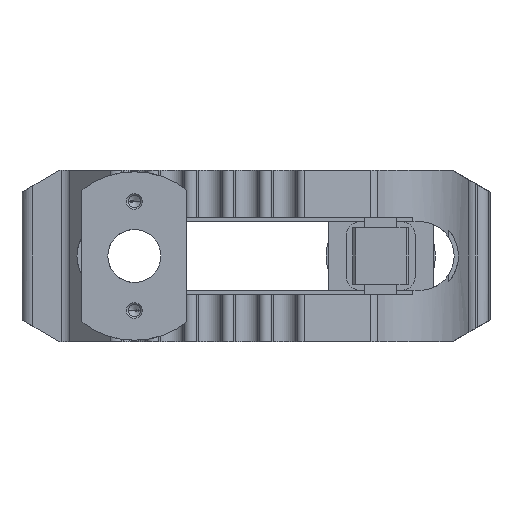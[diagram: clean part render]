
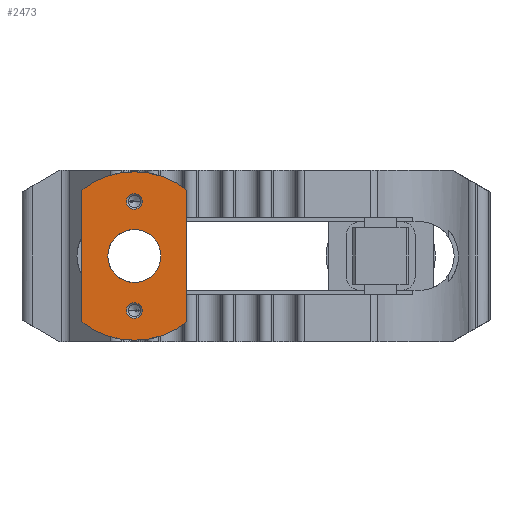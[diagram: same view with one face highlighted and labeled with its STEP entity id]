
A CAD part, front view. The second image highlights one B-rep face of the part: STEP entity #2473.
In plain terms, the highlighted planar face has unit normal (0, -1, 0).
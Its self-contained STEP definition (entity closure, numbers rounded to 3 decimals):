
#1801=VERTEX_POINT('',#5190);
#2193=EDGE_CURVE('',#2373,#3949,#5627,.T.);
#2335=EDGE_CURVE('',#2379,#4467,#5780,.T.);
#2373=VERTEX_POINT('',#5822);
#2379=VERTEX_POINT('',#5829);
#2473=ADVANCED_FACE('',(#5927,#5928,#5929,#5930),#5931,.T.);
#2863=VERTEX_POINT('',#6355);
#2931=EDGE_CURVE('',#3483,#1801,#6430,.T.);
#3227=VERTEX_POINT('',#6755);
#3337=EDGE_CURVE('',#1801,#3483,#6877,.T.);
#3471=EDGE_CURVE('',#3949,#2373,#7017,.T.);
#3483=VERTEX_POINT('',#7030);
#3545=VERTEX_POINT('',#7101);
#3781=EDGE_CURVE('',#3545,#3227,#7362,.T.);
#3949=VERTEX_POINT('',#7540);
#4063=EDGE_CURVE('',#4433,#4467,#7665,.T.);
#4095=EDGE_CURVE('',#4433,#2863,#7702,.T.);
#4281=EDGE_CURVE('',#2863,#2379,#7909,.T.);
#4433=VERTEX_POINT('',#8079);
#4467=VERTEX_POINT('',#8115);
#4553=EDGE_CURVE('',#3227,#3545,#8214,.T.);
#5190=CARTESIAN_POINT('',(2.5,0.0,17.5));
#5627=CIRCLE('',#9663,8.5);
#5780=CIRCLE('',#9934,27.0);
#5822=CARTESIAN_POINT('',(-8.5,0.,0.));
#5829=CARTESIAN_POINT('',(16.8,0.0,-21.137));
#5927=FACE_BOUND('',#10271,.T.);
#5928=FACE_BOUND('',#10272,.T.);
#5929=FACE_BOUND('',#10273,.T.);
#5930=FACE_OUTER_BOUND('',#10274,.T.);
#5931=PLANE('',#10275);
#6355=CARTESIAN_POINT('',(16.8,0.0,21.137));
#6430=CIRCLE('',#11072,2.5);
#6755=CARTESIAN_POINT('',(2.5,0.,-17.5));
#6877=CIRCLE('',#11715,2.5);
#7017=CIRCLE('',#11915,8.5);
#7030=CARTESIAN_POINT('',(-2.5,0.,17.5));
#7101=CARTESIAN_POINT('',(-2.5,0.0,-17.5));
#7362=CIRCLE('',#12377,2.5);
#7540=CARTESIAN_POINT('',(8.5,0.0,0.));
#7665=LINE('',#12835,#12836);
#7702=CIRCLE('',#12883,27.0);
#7909=LINE('',#13177,#13178);
#8079=CARTESIAN_POINT('',(-16.8,0.0,21.137));
#8115=CARTESIAN_POINT('',(-16.8,0.0,-21.137));
#8214=CIRCLE('',#13625,2.5);
#9663=AXIS2_PLACEMENT_3D('',#15072,#15073,#15074);
#9934=AXIS2_PLACEMENT_3D('',#15214,#15215,#15216);
#10271=EDGE_LOOP('',(#15343,#15344));
#10272=EDGE_LOOP('',(#15345,#15346));
#10273=EDGE_LOOP('',(#15347,#15348));
#10274=EDGE_LOOP('',(#15349,#15350,#15351,#15352));
#10275=AXIS2_PLACEMENT_3D('',#15353,#15354,#15355);
#11072=AXIS2_PLACEMENT_3D('',#15932,#15933,#15934);
#11715=AXIS2_PLACEMENT_3D('',#16493,#16494,#16495);
#11915=AXIS2_PLACEMENT_3D('',#16592,#16593,#16594);
#12377=AXIS2_PLACEMENT_3D('',#17082,#17083,#17084);
#12835=CARTESIAN_POINT('',(-16.8,0.0,28.0));
#12836=VECTOR('',#17382,1.0);
#12883=AXIS2_PLACEMENT_3D('',#17439,#17440,#17441);
#13177=CARTESIAN_POINT('',(16.8,0.0,28.0));
#13178=VECTOR('',#17701,1.0);
#13625=AXIS2_PLACEMENT_3D('',#18066,#18067,#18068);
#15072=CARTESIAN_POINT('',(0.0,0.0,0.0));
#15073=DIRECTION('',(0.,1.0,0.));
#15074=DIRECTION('',(-1.0,0.,0.));
#15214=CARTESIAN_POINT('',(0.0,0.0,0.0));
#15215=DIRECTION('',(0.,1.0,0.));
#15216=DIRECTION('',(-1.0,0.,0.));
#15343=ORIENTED_EDGE('',*,*,#3781,.T.);
#15344=ORIENTED_EDGE('',*,*,#4553,.T.);
#15345=ORIENTED_EDGE('',*,*,#3337,.T.);
#15346=ORIENTED_EDGE('',*,*,#2931,.T.);
#15347=ORIENTED_EDGE('',*,*,#3471,.T.);
#15348=ORIENTED_EDGE('',*,*,#2193,.T.);
#15349=ORIENTED_EDGE('',*,*,#4095,.F.);
#15350=ORIENTED_EDGE('',*,*,#4063,.T.);
#15351=ORIENTED_EDGE('',*,*,#2335,.F.);
#15352=ORIENTED_EDGE('',*,*,#4281,.F.);
#15353=CARTESIAN_POINT('',(-16.8,0.0,28.0));
#15354=DIRECTION('',(0.,-1.0,0.));
#15355=DIRECTION('',(-1.0,0.,0.));
#15932=CARTESIAN_POINT('',(0.0,0.0,17.5));
#15933=DIRECTION('',(0.,1.0,0.));
#15934=DIRECTION('',(1.0,0.,0.));
#16493=CARTESIAN_POINT('',(0.0,0.0,17.5));
#16494=DIRECTION('',(0.,1.0,0.));
#16495=DIRECTION('',(1.0,0.,0.));
#16592=CARTESIAN_POINT('',(0.0,0.0,0.0));
#16593=DIRECTION('',(0.,1.0,0.));
#16594=DIRECTION('',(-1.0,0.,0.));
#17082=CARTESIAN_POINT('',(0.0,0.0,-17.5));
#17083=DIRECTION('',(0.,1.0,0.));
#17084=DIRECTION('',(-1.0,0.,0.));
#17382=DIRECTION('',(0.0,0.,-1.0));
#17439=CARTESIAN_POINT('',(0.0,0.0,0.0));
#17440=DIRECTION('',(0.,1.0,0.));
#17441=DIRECTION('',(-1.0,0.,0.));
#17701=DIRECTION('',(0.0,0.,-1.0));
#18066=CARTESIAN_POINT('',(0.0,0.0,-17.5));
#18067=DIRECTION('',(0.,1.0,0.));
#18068=DIRECTION('',(-1.0,0.,0.));
